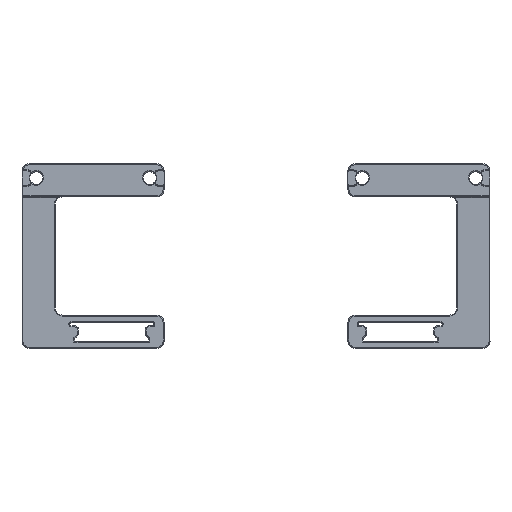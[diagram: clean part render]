
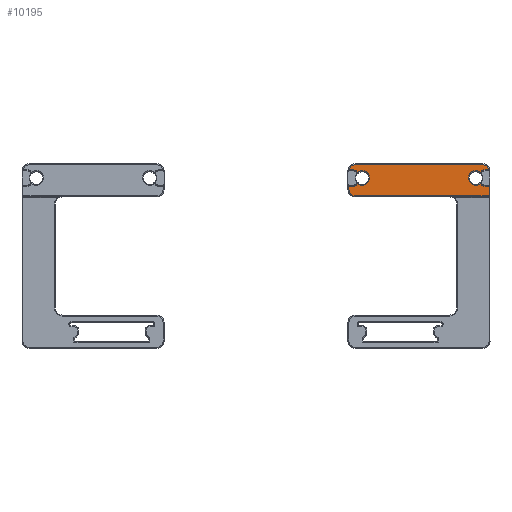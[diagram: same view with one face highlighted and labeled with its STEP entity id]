
A CAD part, left-side view. The second image highlights one B-rep face of the part: STEP entity #10195.
In plain terms, the highlighted face is planar.
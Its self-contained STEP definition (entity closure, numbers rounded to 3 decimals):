
#423=CIRCLE('',#10945,1.4);
#424=CIRCLE('',#10948,2.6);
#425=CIRCLE('',#10949,1.4);
#426=CIRCLE('',#10950,3.1);
#427=CIRCLE('',#10951,3.1);
#428=CIRCLE('',#10952,1.4);
#429=CIRCLE('',#10953,2.6);
#430=CIRCLE('',#10954,2.6);
#431=CIRCLE('',#10955,1.4);
#432=CIRCLE('',#10956,3.1);
#433=CIRCLE('',#10957,3.1);
#983=FACE_OUTER_BOUND('',#1613,.T.);
#1613=EDGE_LOOP('',(#7405,#7406,#7407,#7408,#7409,#7410,#7411,#7412,#7413,
#7414,#7415,#7416,#7417,#7418,#7419,#7420,#7421,#7422,#7423));
#2367=LINE('',#15825,#3407);
#2369=LINE('',#15829,#3409);
#2370=LINE('',#15833,#3410);
#2371=LINE('',#15835,#3411);
#2372=LINE('',#15837,#3412);
#2373=LINE('',#15847,#3413);
#2374=LINE('',#15851,#3414);
#2375=LINE('',#15855,#3415);
#3407=VECTOR('',#12485,10.);
#3409=VECTOR('',#12489,10.);
#3410=VECTOR('',#12492,10.);
#3411=VECTOR('',#12493,10.);
#3412=VECTOR('',#12494,10.);
#3413=VECTOR('',#12503,10.);
#3414=VECTOR('',#12506,10.);
#3415=VECTOR('',#12509,10.);
#4414=VERTEX_POINT('',#15811);
#4416=VERTEX_POINT('',#15818);
#4418=VERTEX_POINT('',#15823);
#4419=VERTEX_POINT('',#15828);
#4420=VERTEX_POINT('',#15830);
#4421=VERTEX_POINT('',#15832);
#4422=VERTEX_POINT('',#15834);
#4423=VERTEX_POINT('',#15836);
#4424=VERTEX_POINT('',#15838);
#4425=VERTEX_POINT('',#15840);
#4426=VERTEX_POINT('',#15842);
#4427=VERTEX_POINT('',#15844);
#4428=VERTEX_POINT('',#15846);
#4429=VERTEX_POINT('',#15848);
#4430=VERTEX_POINT('',#15850);
#4431=VERTEX_POINT('',#15852);
#4432=VERTEX_POINT('',#15854);
#4433=VERTEX_POINT('',#15856);
#4434=VERTEX_POINT('',#15858);
#5482=EDGE_CURVE('',#4414,#4416,#423,.T.);
#5484=EDGE_CURVE('',#4416,#4418,#2367,.T.);
#5486=EDGE_CURVE('',#4418,#4419,#2369,.T.);
#5487=EDGE_CURVE('',#4419,#4420,#424,.T.);
#5488=EDGE_CURVE('',#4420,#4421,#2370,.T.);
#5489=EDGE_CURVE('',#4421,#4422,#2371,.T.);
#5490=EDGE_CURVE('',#4422,#4423,#2372,.T.);
#5491=EDGE_CURVE('',#4423,#4424,#425,.T.);
#5492=EDGE_CURVE('',#4424,#4425,#426,.T.);
#5493=EDGE_CURVE('',#4425,#4426,#427,.T.);
#5494=EDGE_CURVE('',#4426,#4427,#428,.T.);
#5495=EDGE_CURVE('',#4427,#4428,#2373,.T.);
#5496=EDGE_CURVE('',#4428,#4429,#429,.T.);
#5497=EDGE_CURVE('',#4429,#4430,#2374,.T.);
#5498=EDGE_CURVE('',#4430,#4431,#430,.T.);
#5499=EDGE_CURVE('',#4431,#4432,#2375,.T.);
#5500=EDGE_CURVE('',#4432,#4433,#431,.T.);
#5501=EDGE_CURVE('',#4433,#4434,#432,.T.);
#5502=EDGE_CURVE('',#4434,#4414,#433,.T.);
#7405=ORIENTED_EDGE('',*,*,#5484,.T.);
#7406=ORIENTED_EDGE('',*,*,#5486,.T.);
#7407=ORIENTED_EDGE('',*,*,#5487,.T.);
#7408=ORIENTED_EDGE('',*,*,#5488,.T.);
#7409=ORIENTED_EDGE('',*,*,#5489,.T.);
#7410=ORIENTED_EDGE('',*,*,#5490,.T.);
#7411=ORIENTED_EDGE('',*,*,#5491,.T.);
#7412=ORIENTED_EDGE('',*,*,#5492,.T.);
#7413=ORIENTED_EDGE('',*,*,#5493,.T.);
#7414=ORIENTED_EDGE('',*,*,#5494,.T.);
#7415=ORIENTED_EDGE('',*,*,#5495,.T.);
#7416=ORIENTED_EDGE('',*,*,#5496,.T.);
#7417=ORIENTED_EDGE('',*,*,#5497,.T.);
#7418=ORIENTED_EDGE('',*,*,#5498,.T.);
#7419=ORIENTED_EDGE('',*,*,#5499,.T.);
#7420=ORIENTED_EDGE('',*,*,#5500,.T.);
#7421=ORIENTED_EDGE('',*,*,#5501,.T.);
#7422=ORIENTED_EDGE('',*,*,#5502,.T.);
#7423=ORIENTED_EDGE('',*,*,#5482,.T.);
#9783=PLANE('',#10947);
#10195=ADVANCED_FACE('',(#983),#9783,.F.);
#10945=AXIS2_PLACEMENT_3D('',#15820,#12480,#12481);
#10947=AXIS2_PLACEMENT_3D('',#15827,#12487,#12488);
#10948=AXIS2_PLACEMENT_3D('',#15831,#12490,#12491);
#10949=AXIS2_PLACEMENT_3D('',#15839,#12495,#12496);
#10950=AXIS2_PLACEMENT_3D('',#15841,#12497,#12498);
#10951=AXIS2_PLACEMENT_3D('',#15843,#12499,#12500);
#10952=AXIS2_PLACEMENT_3D('',#15845,#12501,#12502);
#10953=AXIS2_PLACEMENT_3D('',#15849,#12504,#12505);
#10954=AXIS2_PLACEMENT_3D('',#15853,#12507,#12508);
#10955=AXIS2_PLACEMENT_3D('',#15857,#12510,#12511);
#10956=AXIS2_PLACEMENT_3D('',#15859,#12512,#12513);
#10957=AXIS2_PLACEMENT_3D('',#15860,#12514,#12515);
#12480=DIRECTION('center_axis',(0.,0.,
-1.));
#12481=DIRECTION('ref_axis',(0.5,0.866,0.));
#12485=DIRECTION('',(0.,-1.,0.));
#12487=DIRECTION('center_axis',(0.,0.,
-1.));
#12488=DIRECTION('ref_axis',(1.,0.,0.));
#12489=DIRECTION('',(1.,0.,0.));
#12490=DIRECTION('center_axis',(0.,0.,
1.));
#12491=DIRECTION('ref_axis',(0.707,-0.707,0.));
#12492=DIRECTION('',(0.,1.,0.));
#12493=DIRECTION('',(-1.,0.,0.));
#12494=DIRECTION('',(0.,-1.,0.));
#12495=DIRECTION('center_axis',(0.,0.,
-1.));
#12496=DIRECTION('ref_axis',(0.5,-0.866,0.));
#12497=DIRECTION('center_axis',(0.,0.,
-1.));
#12498=DIRECTION('ref_axis',(-1.,0.,0.));
#12499=DIRECTION('center_axis',(0.,0.,
-1.));
#12500=DIRECTION('ref_axis',(-1.,0.,0.));
#12501=DIRECTION('center_axis',(0.,0.,
-1.));
#12502=DIRECTION('ref_axis',(-0.5,-0.866,0.));
#12503=DIRECTION('',(0.,1.,0.));
#12504=DIRECTION('center_axis',(0.,0.,
1.));
#12505=DIRECTION('ref_axis',(-0.707,0.707,0.));
#12506=DIRECTION('',(0.,-1.,0.));
#12507=DIRECTION('center_axis',(0.,0.,
1.));
#12508=DIRECTION('ref_axis',(-0.707,-0.707,0.));
#12509=DIRECTION('',(0.,1.,0.));
#12510=DIRECTION('center_axis',(0.,0.,
-1.));
#12511=DIRECTION('ref_axis',(-0.5,0.866,0.));
#12512=DIRECTION('center_axis',(0.,0.,
-1.));
#12513=DIRECTION('ref_axis',(-1.,0.,0.));
#12514=DIRECTION('center_axis',(0.,0.,
-1.));
#12515=DIRECTION('ref_axis',(-1.,0.,0.));
#15811=CARTESIAN_POINT('',(-61.107,111.643,359.));
#15818=CARTESIAN_POINT('',(-59.993,110.272,359.));
#15820=CARTESIAN_POINT('Origin',(-61.393,110.272,359.));
#15823=CARTESIAN_POINT('',(-59.993,108.137,359.));
#15825=CARTESIAN_POINT('',(-59.993,125.737,359.));
#15827=CARTESIAN_POINT('Origin',(-2.261,137.737,359.));
#15828=CARTESIAN_POINT('',(-58.393,108.137,359.));
#15829=CARTESIAN_POINT('',(1.239,108.137,359.));
#15830=CARTESIAN_POINT('',(-55.793,110.737,359.));
#15831=CARTESIAN_POINT('Origin',(-58.393,110.737,359.));
#15832=CARTESIAN_POINT('',(-55.793,167.337,359.));
#15833=CARTESIAN_POINT('',(-55.793,152.737,359.));
#15834=CARTESIAN_POINT('',(-59.993,167.337,359.));
#15835=CARTESIAN_POINT('',(-3.873,167.337,359.));
#15836=CARTESIAN_POINT('',(-59.993,165.201,359.));
#15837=CARTESIAN_POINT('',(-59.993,152.737,359.));
#15838=CARTESIAN_POINT('',(-61.107,163.83,359.));
#15839=CARTESIAN_POINT('Origin',(-61.393,165.201,359.));
#15840=CARTESIAN_POINT('',(-60.293,161.737,359.));
#15841=CARTESIAN_POINT('Origin',(-63.393,161.737,359.));
#15842=CARTESIAN_POINT('',(-65.679,163.83,359.));
#15843=CARTESIAN_POINT('Origin',(-63.393,161.737,359.));
#15844=CARTESIAN_POINT('',(-66.793,165.201,359.));
#15845=CARTESIAN_POINT('Origin',(-65.393,165.201,359.));
#15846=CARTESIAN_POINT('',(-66.793,167.306,359.));
#15847=CARTESIAN_POINT('',(-66.793,149.737,359.));
#15848=CARTESIAN_POINT('',(-68.993,164.737,359.));
#15849=CARTESIAN_POINT('Origin',(-66.393,164.737,359.));
#15850=CARTESIAN_POINT('',(-68.993,110.737,359.));
#15851=CARTESIAN_POINT('',(-68.993,122.737,359.));
#15852=CARTESIAN_POINT('',(-66.793,108.167,359.));
#15853=CARTESIAN_POINT('Origin',(-66.393,110.737,359.));
#15854=CARTESIAN_POINT('',(-66.793,110.272,359.));
#15855=CARTESIAN_POINT('',(-66.793,122.737,359.));
#15856=CARTESIAN_POINT('',(-65.679,111.643,359.));
#15857=CARTESIAN_POINT('Origin',(-65.393,110.272,359.));
#15858=CARTESIAN_POINT('',(-60.293,113.737,359.));
#15859=CARTESIAN_POINT('Origin',(-63.393,113.737,359.));
#15860=CARTESIAN_POINT('Origin',(-63.393,113.737,359.));
